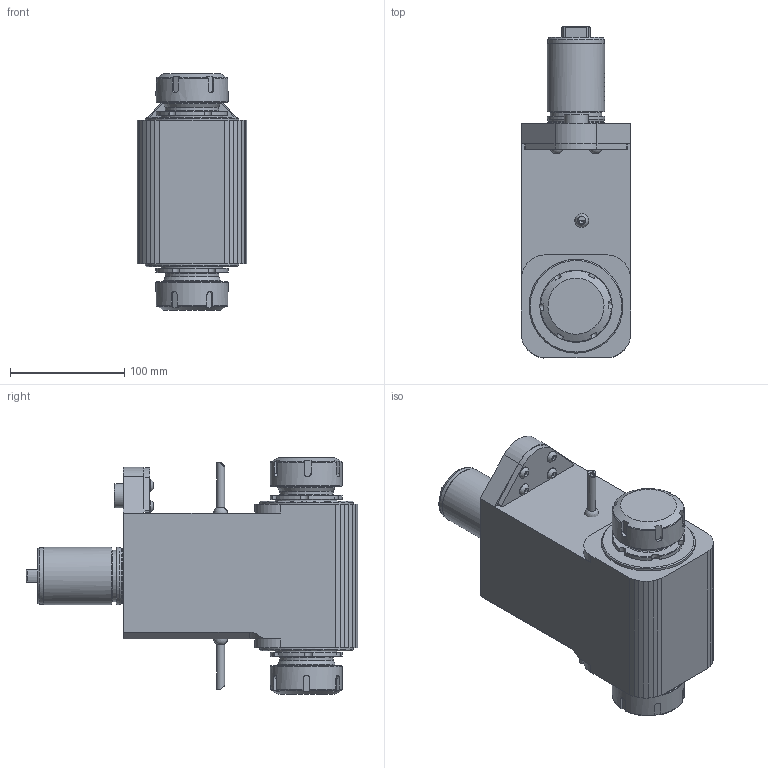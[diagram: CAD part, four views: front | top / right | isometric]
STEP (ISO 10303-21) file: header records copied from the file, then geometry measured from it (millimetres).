
FILE_DESCRIPTION (( 'STEP AP214' ), '1' );
FILE_NAME ('RRPPT50421DMZ3.STEP', '2022-07-09T08:53:21', ( '' ), ( '' ), 'SwSTEP 2.0', 'SolidWorks 2016', '' );
FILE_SCHEMA (( 'AUTOMOTIVE_DESIGN' ));
Length unit declared in the file: millimetre
Products named in the file (1): RRPPT50421DMZ3
Bounding box: 96 x 290 x 207.05 mm (x, y, z)
Volume: 2704307.9 mm3; surface area: 155682.9 mm2
Topology: 7 solids, 7 shells, 693 faces, 1796 edges, 1181 vertices
Faces by surface type: plane 429, cylinder 112, bspline 71, cone 48, torus 27, sphere 6
Full cylindrical faces by diameter (mm): 1.7 x1, 2.1 x1, 4 x1, 6 x4, 6.366 x1, 7 x3, 10.5 x4, 21.2 x1, 45 x1, 46.7 x2, 48.7 x1, 50 x4, 54.3 x2, 63 x2, 82 x2
Entity records: 28584 total; most frequent: CARTESIAN_POINT 9373, ORIENTED_EDGE 3406, DIRECTION 2886, EDGE_CURVE 1703, VERTEX_POINT 1155, LINE 1034, VECTOR 1034, AXIS2_PLACEMENT_3D 926
